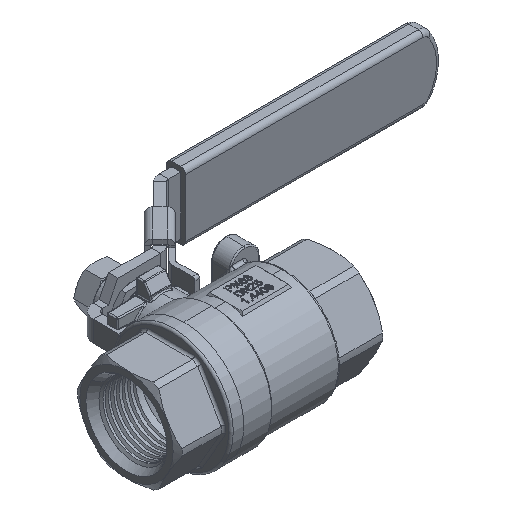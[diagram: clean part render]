
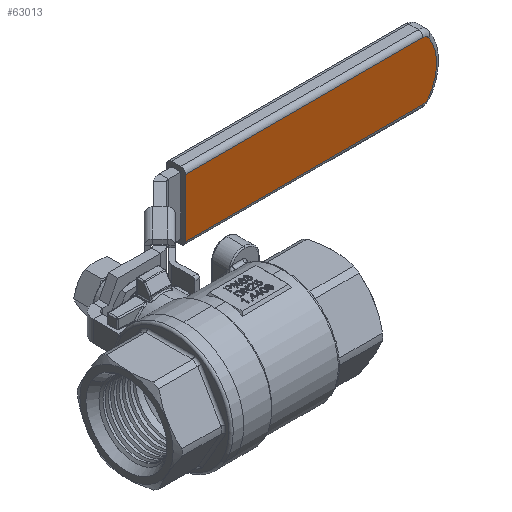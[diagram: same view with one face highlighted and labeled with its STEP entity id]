
A CAD part, isometric view. The second image highlights one B-rep face of the part: STEP entity #63013.
In plain terms, the highlighted planar face has unit normal (0, -1, 0).
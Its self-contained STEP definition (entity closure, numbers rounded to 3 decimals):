
#3138 = AXIS2_PLACEMENT_3D ( 'NONE', #3269, #3268, #3267 ) ;
#3143 = PLANE ( 'NONE',  #3138 ) ;
#3144 = FACE_OUTER_BOUND ( 'NONE', #63014, .T. ) ;
#3262 = CARTESIAN_POINT ( 'NONE',  ( 102.098, 0., -12.5 ) ) ;
#3263 = DIRECTION ( 'NONE',  ( 1., 0., 0. ) ) ;
#3264 = VECTOR ( 'NONE', #3263, 1000. ) ;
#3265 = CARTESIAN_POINT ( 'NONE',  ( 102.098, 0., -12.5 ) ) ;
#3266 = LINE ( 'NONE', #3265, #3264 ) ;
#3267 = DIRECTION ( 'NONE',  ( 0., 0., -1. ) ) ;
#3268 = DIRECTION ( 'NONE',  ( 0., -1., 0. ) ) ;
#3269 = CARTESIAN_POINT ( 'NONE',  ( 102.098, 0., 9.5 ) ) ;
#61750 = DIRECTION ( 'NONE',  ( -1., 0., 0. ) ) ;
#61751 = VECTOR ( 'NONE', #61750, 1000. ) ;
#61752 = CARTESIAN_POINT ( 'NONE',  ( 0., 0., 12.5 ) ) ;
#61753 = LINE ( 'NONE', #61752, #61751 ) ;
#61754 = CARTESIAN_POINT ( 'NONE',  ( 102.098, 0., 12.5 ) ) ;
#61755 = DIRECTION ( 'NONE',  ( 0., 0., -1. ) ) ;
#61855 = DIRECTION ( 'NONE',  ( 0., -1., 0. ) ) ;
#61856 = CARTESIAN_POINT ( 'NONE',  ( 102.098, 0., 9.5 ) ) ;
#61857 = AXIS2_PLACEMENT_3D ( 'NONE', #61856, #61855, #61755 ) ;
#61858 = CIRCLE ( 'NONE', #61857, 3. ) ;
#61859 = CARTESIAN_POINT ( 'NONE',  ( 104.586, 0., 11.176 ) ) ;
#61860 = DIRECTION ( 'NONE',  ( 0., 0., -1. ) ) ;
#61861 = DIRECTION ( 'NONE',  ( 0., -1., 0. ) ) ;
#61862 = CARTESIAN_POINT ( 'NONE',  ( 88., 0., 0. ) ) ;
#61863 = AXIS2_PLACEMENT_3D ( 'NONE', #61862, #61861, #61860 ) ;
#61864 = CIRCLE ( 'NONE', #61863, 20. ) ;
#61865 = CARTESIAN_POINT ( 'NONE',  ( 104.586, 0., -11.176 ) ) ;
#61866 = DIRECTION ( 'NONE',  ( 0., 0., -1. ) ) ;
#61867 = DIRECTION ( 'NONE',  ( 0., -1., 0. ) ) ;
#61868 = CARTESIAN_POINT ( 'NONE',  ( 102.098, 0., -9.5 ) ) ;
#61869 = AXIS2_PLACEMENT_3D ( 'NONE', #61868, #61867, #61866 ) ;
#61889 = CIRCLE ( 'NONE', #61869, 3. ) ;
#62494 = CARTESIAN_POINT ( 'NONE',  ( 0., 0., 12.5 ) ) ;
#62495 = DIRECTION ( 'NONE',  ( 0., 0., 1. ) ) ;
#62496 = VECTOR ( 'NONE', #62495, 1000. ) ;
#62497 = CARTESIAN_POINT ( 'NONE',  ( 0., 0., -14.5 ) ) ;
#62498 = LINE ( 'NONE', #62497, #62496 ) ;
#62499 = CARTESIAN_POINT ( 'NONE',  ( 0., 0., -12.5 ) ) ;
#62726 = ORIENTED_EDGE ( 'NONE', *, *, #62727, .T. ) ;
#62727 = EDGE_CURVE ( 'NONE', #63018, #62728, #61889, .T. ) ;
#62728 = VERTEX_POINT ( 'NONE', #61865 ) ;
#62729 = ORIENTED_EDGE ( 'NONE', *, *, #62730, .T. ) ;
#62730 = EDGE_CURVE ( 'NONE', #62728, #62731, #61864, .T. ) ;
#62731 = VERTEX_POINT ( 'NONE', #61859 ) ;
#62732 = ORIENTED_EDGE ( 'NONE', *, *, #62733, .T. ) ;
#62733 = EDGE_CURVE ( 'NONE', #62731, #62734, #61858, .T. ) ;
#62734 = VERTEX_POINT ( 'NONE', #61754 ) ;
#62735 = ORIENTED_EDGE ( 'NONE', *, *, #62736, .T. ) ;
#62736 = EDGE_CURVE ( 'NONE', #62734, #62884, #61753, .T. ) ;
#62881 = VERTEX_POINT ( 'NONE', #62499 ) ;
#62883 = EDGE_CURVE ( 'NONE', #62881, #62884, #62498, .T. ) ;
#62884 = VERTEX_POINT ( 'NONE', #62494 ) ;
#63013 = ADVANCED_FACE ( 'NONE', ( #3144 ), #3143, .T. ) ;
#63014 = EDGE_LOOP ( 'NONE', ( #63015, #63016, #62726, #62729, #62732, #62735 ) ) ;
#63015 = ORIENTED_EDGE ( 'NONE', *, *, #62883, .F. ) ;
#63016 = ORIENTED_EDGE ( 'NONE', *, *, #63017, .T. ) ;
#63017 = EDGE_CURVE ( 'NONE', #62881, #63018, #3266, .T. ) ;
#63018 = VERTEX_POINT ( 'NONE', #3262 ) ;
